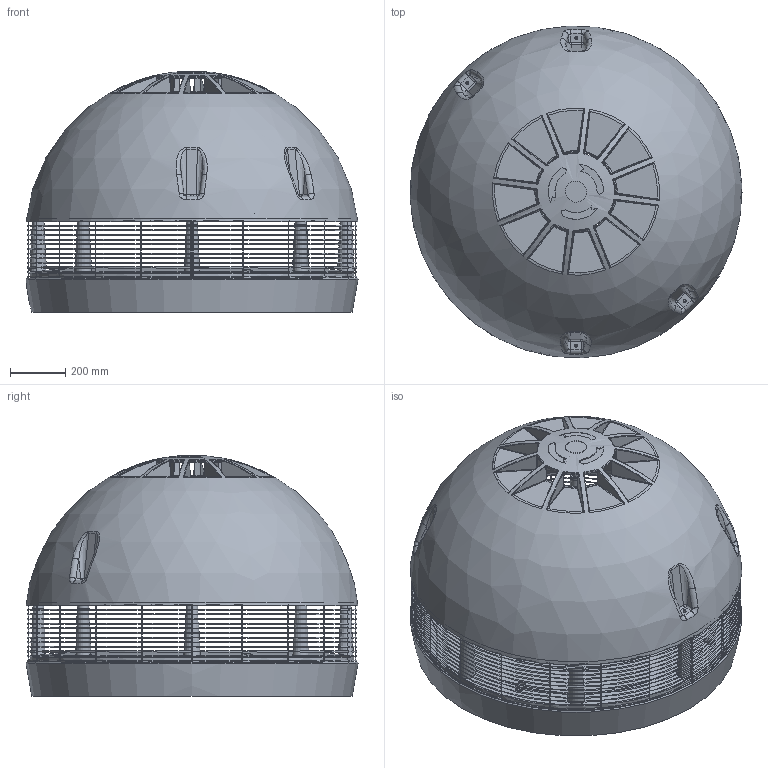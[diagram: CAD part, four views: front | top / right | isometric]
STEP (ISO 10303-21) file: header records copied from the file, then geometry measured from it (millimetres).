
FILE_DESCRIPTION(/* description */ ('VRR-400-701_B5-38-230-(L-E)=408_PUR-PVC-PP'),/* implementation_level */ '2;1');
FILE_NAME(/* name */ 'VRR400-701W_model.stp',/* time_stamp */ '2021-07-22T12:03:22+02:00',/* author */ ('Rissler'),/* organization */ ('Mietzsch GmbH Lufttechnik Dresden'),/* preprocessor_version */ 'ST-DEVELOPER v18.1',/* originating_system */ 'Autodesk Inventor 2020',/* authorisation */ '');
FILE_SCHEMA (('AUTOMOTIVE_DESIGN { 1 0 10303 214 3 1 1 }'));
Length unit declared in the file: millimetre
Products named in the file (23): VRR-400-701_B5-38-230-(L-E)=408_PUR-PVC-PVC-PVC; VRR-UNT-400-701-PPs; VRR-UNT-500-PUR; VRR-UNT-500-Schaumteil-PUR; VRR-UNT-500-Stützsäule-kurz; VRR-UNT-500-Stützsäule-kurz_1; VRR-UNT-500-Stützsäule-kurz-Stab; VRR-UNT-500-Stützsäule-kurz-Federteller; VRR-UNT-500-Stützsäule-lang; VRR-UNT-500-Stützsäule-lang_1; VRR-UNT-500-Stützsäule-lang-Stab; VRR-UNT-500-Stützsäule-lang-Federteller; UScheibe-ISO-7089-M10-Stahl-verz; DSE-VRR-400-PPs; VRR-UNT-400-701-Einbauring-PPs-kpl; VRR-UNT-400-701-Einbauring-PPs-kpl_1; VRR-UNT-400-701-Einbauring-PPs; VRR-UNT-400-701-Ringabstützung-PPs; Ejot-PT-KB70x25-A4-1.4578; Ejot-PT-KB40x20; UScheibe-DIN-EN-ISO-7089-M4-A2; VRR-Haube-400-KHB-Schaumteil-PUR; VRR-SG-400-Schutzgitter-St
Assembly tree (63 placements, depth 5):
  VRR-400-701_B5-38-230-(L-E)=408_PUR-PVC-PVC-PVC
    VRR-UNT-400-701-PPs
      VRR-UNT-500-PUR
        VRR-UNT-500-Schaumteil-PUR
        VRR-UNT-500-Stützsäule-kurz  x4
          VRR-UNT-500-Stützsäule-kurz_1
          VRR-UNT-500-Stützsäule-kurz-Stab
          VRR-UNT-500-Stützsäule-kurz-Federteller
          UScheibe-ISO-7089-M10-Stahl-verz
        VRR-UNT-500-Stützsäule-lang  x4
          VRR-UNT-500-Stützsäule-lang_1
          VRR-UNT-500-Stützsäule-lang-Stab
          VRR-UNT-500-Stützsäule-lang-Federteller
          UScheibe-ISO-7089-M10-Stahl-verz
      DSE-VRR-400-PPs
      VRR-UNT-400-701-Einbauring-PPs-kpl
        VRR-UNT-400-701-Einbauring-PPs-kpl_1
        VRR-UNT-400-701-Einbauring-PPs
        VRR-UNT-400-701-Ringabstützung-PPs  x8
      Ejot-PT-KB70x25-A4-1.4578  x12
      Ejot-PT-KB40x20  x8
      UScheibe-DIN-EN-ISO-7089-M4-A2  x8
    VRR-Haube-400-KHB-Schaumteil-PUR
    VRR-SG-400-Schutzgitter-St
Bounding box: 1200 x 1200 x 870.8 mm (x, y, z)
Volume: 53002620.6 mm3; surface area: 9924495 mm2
Topology: 97 solids, 99 shells, 2508 faces, 7273 edges, 4708 vertices
Faces by surface type: plane 730, cylinder 584, bspline 509, torus 316, cone 265, sphere 104
Full cylindrical faces by diameter (mm): 2.5 x22, 2.9 x8, 4 x4, 4.3 x8, 4.5 x12, 5.3 x12, 8 x12, 9 x16, 10 x32, 10.2 x8, 10.5 x16, 14 x12, 25 x8, 30 x16, 40 x8, 76 x1, 286 x1, 378 x1, 386 x1, 514 x1, 590 x1, 600 x1, 654 x1, 1188 x1, 1191 x1
Entity records: 90764 total; most frequent: CARTESIAN_POINT 47434, ORIENTED_EDGE 9984, DIRECTION 7293, EDGE_CURVE 4992, AXIS2_PLACEMENT_3D 3340, VERTEX_POINT 3177, B_SPLINE_CURVE_WITH_KNOTS 2213, CIRCLE 2114
